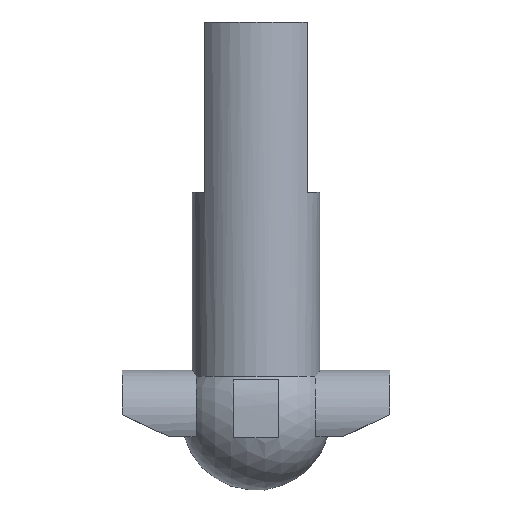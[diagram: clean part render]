
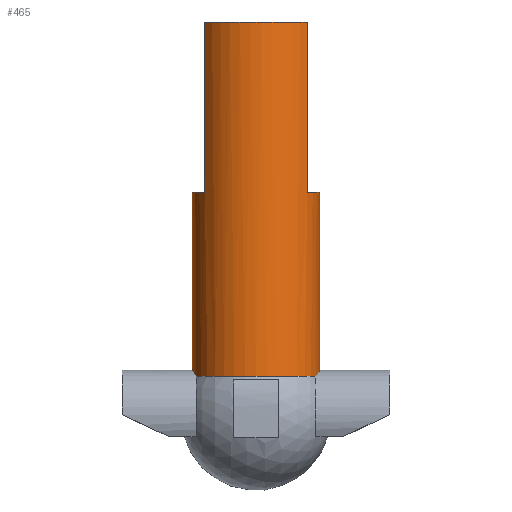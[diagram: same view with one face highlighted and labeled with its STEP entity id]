
A CAD part, front view. The second image highlights one B-rep face of the part: STEP entity #465.
In plain terms, the highlighted cylindrical face has radius 1.875 mm (diameter 3.75 mm), a full revolution.
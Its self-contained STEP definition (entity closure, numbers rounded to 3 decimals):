
#20=B_SPLINE_CURVE_WITH_KNOTS('',3,(#751,#752,#753,#754,#755,#756,#757,
#758,#759,#760,#761,#762,#763,#764),.UNSPECIFIED.,.F.,.F.,(4,2,2,2,2,2,
4),(-2.769,-2.614,-2.354,-2.094,
-1.834,-1.575,-1.42),.UNSPECIFIED.);
#21=B_SPLINE_CURVE_WITH_KNOTS('',3,(#777,#778,#779,#780,#781,#782,#783,
#784),.UNSPECIFIED.,.F.,.F.,(4,2,2,4),(2.094,2.354,
2.614,2.769),.UNSPECIFIED.);
#22=B_SPLINE_CURVE_WITH_KNOTS('',3,(#785,#786,#787,#788,#789,#790,#791,
#792),.UNSPECIFIED.,.F.,.F.,(4,2,2,4),(1.42,1.575,
1.834,2.094),.UNSPECIFIED.);
#25=CYLINDRICAL_SURFACE('',#510,1.875);
#37=LINE('',#801,#70);
#38=LINE('',#805,#71);
#39=LINE('',#809,#72);
#40=LINE('',#813,#73);
#41=LINE('',#817,#74);
#42=LINE('',#821,#75);
#43=LINE('',#825,#76);
#44=LINE('',#829,#77);
#45=LINE('',#833,#78);
#70=VECTOR('',#607,1.875);
#71=VECTOR('',#610,1.);
#72=VECTOR('',#613,1.);
#73=VECTOR('',#616,1.);
#74=VECTOR('',#619,1.);
#75=VECTOR('',#622,1.);
#76=VECTOR('',#625,1.);
#77=VECTOR('',#628,1.);
#78=VECTOR('',#631,1.);
#135=FACE_OUTER_BOUND('',#162,.T.);
#162=EDGE_LOOP('',(#381,#382,#383,#384,#385,#386,#387,#388,#389,#390,#391,
#392,#393,#394,#395,#396,#397,#398,#399,#400,#401,#402,#403,#404));
#175=CIRCLE('',#481,1.875);
#179=CIRCLE('',#485,1.875);
#188=CIRCLE('',#511,1.875);
#189=CIRCLE('',#512,1.875);
#190=CIRCLE('',#513,1.875);
#191=CIRCLE('',#514,1.875);
#192=CIRCLE('',#515,1.875);
#193=CIRCLE('',#516,1.875);
#194=CIRCLE('',#517,1.875);
#195=CIRCLE('',#518,1.875);
#196=CIRCLE('',#519,1.875);
#197=VERTEX_POINT('',#672);
#199=VERTEX_POINT('',#675);
#202=VERTEX_POINT('',#681);
#203=VERTEX_POINT('',#683);
#221=VERTEX_POINT('',#776);
#222=VERTEX_POINT('',#800);
#223=VERTEX_POINT('',#802);
#224=VERTEX_POINT('',#804);
#225=VERTEX_POINT('',#806);
#226=VERTEX_POINT('',#808);
#227=VERTEX_POINT('',#810);
#228=VERTEX_POINT('',#812);
#229=VERTEX_POINT('',#814);
#230=VERTEX_POINT('',#816);
#231=VERTEX_POINT('',#818);
#232=VERTEX_POINT('',#820);
#233=VERTEX_POINT('',#822);
#234=VERTEX_POINT('',#824);
#235=VERTEX_POINT('',#826);
#236=VERTEX_POINT('',#828);
#237=VERTEX_POINT('',#830);
#238=VERTEX_POINT('',#832);
#244=EDGE_CURVE('',#199,#197,#175,.T.);
#248=EDGE_CURVE('',#203,#202,#179,.T.);
#269=EDGE_CURVE('',#197,#203,#20,.T.);
#276=EDGE_CURVE('',#221,#199,#21,.T.);
#277=EDGE_CURVE('',#202,#221,#22,.T.);
#280=EDGE_CURVE('',#221,#222,#37,.T.);
#281=EDGE_CURVE('',#223,#222,#188,.T.);
#282=EDGE_CURVE('',#224,#223,#38,.T.);
#283=EDGE_CURVE('',#225,#224,#189,.T.);
#284=EDGE_CURVE('',#226,#225,#39,.T.);
#285=EDGE_CURVE('',#227,#226,#190,.T.);
#286=EDGE_CURVE('',#228,#227,#40,.T.);
#287=EDGE_CURVE('',#229,#228,#191,.T.);
#288=EDGE_CURVE('',#230,#229,#41,.T.);
#289=EDGE_CURVE('',#231,#230,#192,.T.);
#290=EDGE_CURVE('',#232,#231,#42,.T.);
#291=EDGE_CURVE('',#233,#232,#193,.T.);
#292=EDGE_CURVE('',#234,#233,#43,.T.);
#293=EDGE_CURVE('',#235,#234,#194,.T.);
#294=EDGE_CURVE('',#236,#235,#44,.T.);
#295=EDGE_CURVE('',#237,#236,#195,.T.);
#296=EDGE_CURVE('',#238,#237,#45,.T.);
#297=EDGE_CURVE('',#222,#238,#196,.T.);
#381=ORIENTED_EDGE('',*,*,#248,.T.);
#382=ORIENTED_EDGE('',*,*,#277,.T.);
#383=ORIENTED_EDGE('',*,*,#280,.T.);
#384=ORIENTED_EDGE('',*,*,#281,.F.);
#385=ORIENTED_EDGE('',*,*,#282,.F.);
#386=ORIENTED_EDGE('',*,*,#283,.F.);
#387=ORIENTED_EDGE('',*,*,#284,.F.);
#388=ORIENTED_EDGE('',*,*,#285,.F.);
#389=ORIENTED_EDGE('',*,*,#286,.F.);
#390=ORIENTED_EDGE('',*,*,#287,.F.);
#391=ORIENTED_EDGE('',*,*,#288,.F.);
#392=ORIENTED_EDGE('',*,*,#289,.F.);
#393=ORIENTED_EDGE('',*,*,#290,.F.);
#394=ORIENTED_EDGE('',*,*,#291,.F.);
#395=ORIENTED_EDGE('',*,*,#292,.F.);
#396=ORIENTED_EDGE('',*,*,#293,.F.);
#397=ORIENTED_EDGE('',*,*,#294,.F.);
#398=ORIENTED_EDGE('',*,*,#295,.F.);
#399=ORIENTED_EDGE('',*,*,#296,.F.);
#400=ORIENTED_EDGE('',*,*,#297,.F.);
#401=ORIENTED_EDGE('',*,*,#280,.F.);
#402=ORIENTED_EDGE('',*,*,#276,.T.);
#403=ORIENTED_EDGE('',*,*,#244,.T.);
#404=ORIENTED_EDGE('',*,*,#269,.T.);
#465=ADVANCED_FACE('',(#135),#25,.T.);
#481=AXIS2_PLACEMENT_3D('',#676,#537,#538);
#485=AXIS2_PLACEMENT_3D('',#684,#545,#546);
#510=AXIS2_PLACEMENT_3D('',#799,#605,#606);
#511=AXIS2_PLACEMENT_3D('',#803,#608,#609);
#512=AXIS2_PLACEMENT_3D('',#807,#611,#612);
#513=AXIS2_PLACEMENT_3D('',#811,#614,#615);
#514=AXIS2_PLACEMENT_3D('',#815,#617,#618);
#515=AXIS2_PLACEMENT_3D('',#819,#620,#621);
#516=AXIS2_PLACEMENT_3D('',#823,#623,#624);
#517=AXIS2_PLACEMENT_3D('',#827,#626,#627);
#518=AXIS2_PLACEMENT_3D('',#831,#629,#630);
#519=AXIS2_PLACEMENT_3D('',#834,#632,#633);
#537=DIRECTION('center_axis',(0.,0.,1.));
#538=DIRECTION('ref_axis',(-1.,0.,0.));
#545=DIRECTION('center_axis',(0.,0.,1.));
#546=DIRECTION('ref_axis',(-1.,0.,0.));
#605=DIRECTION('center_axis',(0.,0.,-1.));
#606=DIRECTION('ref_axis',(-1.,0.,0.));
#607=DIRECTION('',(0.,0.,1.));
#608=DIRECTION('center_axis',(0.,0.,1.));
#609=DIRECTION('ref_axis',(-1.,0.,0.));
#610=DIRECTION('',(0.,0.,-1.));
#611=DIRECTION('center_axis',(0.,0.,1.));
#612=DIRECTION('ref_axis',(-1.,0.,0.));
#613=DIRECTION('',(0.,0.,1.));
#614=DIRECTION('center_axis',(0.,0.,1.));
#615=DIRECTION('ref_axis',(-1.,0.,0.));
#616=DIRECTION('',(0.,0.,-1.));
#617=DIRECTION('center_axis',(0.,0.,1.));
#618=DIRECTION('ref_axis',(-1.,0.,0.));
#619=DIRECTION('',(0.,0.,1.));
#620=DIRECTION('center_axis',(0.,0.,1.));
#621=DIRECTION('ref_axis',(-1.,0.,0.));
#622=DIRECTION('',(0.,0.,-1.));
#623=DIRECTION('center_axis',(0.,0.,1.));
#624=DIRECTION('ref_axis',(-1.,0.,0.));
#625=DIRECTION('',(0.,0.,1.));
#626=DIRECTION('center_axis',(0.,0.,1.));
#627=DIRECTION('ref_axis',(-1.,0.,0.));
#628=DIRECTION('',(0.,0.,-1.));
#629=DIRECTION('center_axis',(0.,0.,1.));
#630=DIRECTION('ref_axis',(-1.,0.,0.));
#631=DIRECTION('',(0.,0.,1.));
#632=DIRECTION('center_axis',(0.,0.,1.));
#633=DIRECTION('ref_axis',(-1.,0.,0.));
#672=CARTESIAN_POINT('',(3158.442,1356.052,7.27));
#675=CARTESIAN_POINT('',(3161.955,1356.052,7.27));
#676=CARTESIAN_POINT('Origin',(3160.198,1355.395,7.27));
#681=CARTESIAN_POINT('',(3161.955,1354.738,7.27));
#683=CARTESIAN_POINT('',(3158.442,1354.738,7.27));
#684=CARTESIAN_POINT('Origin',(3160.198,1355.395,7.27));
#751=CARTESIAN_POINT('Ctrl Pts',(3158.442,1356.052,7.27));
#752=CARTESIAN_POINT('Ctrl Pts',(3158.425,1356.007,7.296));
#753=CARTESIAN_POINT('Ctrl Pts',(3158.41,1355.96,7.319));
#754=CARTESIAN_POINT('Ctrl Pts',(3158.373,1355.83,7.374));
#755=CARTESIAN_POINT('Ctrl Pts',(3158.354,1355.744,7.401));
#756=CARTESIAN_POINT('Ctrl Pts',(3158.329,1355.57,7.436));
#757=CARTESIAN_POINT('Ctrl Pts',(3158.323,1355.482,7.444));
#758=CARTESIAN_POINT('Ctrl Pts',(3158.323,1355.308,7.444));
#759=CARTESIAN_POINT('Ctrl Pts',(3158.329,1355.22,7.436));
#760=CARTESIAN_POINT('Ctrl Pts',(3158.354,1355.046,7.401));
#761=CARTESIAN_POINT('Ctrl Pts',(3158.373,1354.96,7.374));
#762=CARTESIAN_POINT('Ctrl Pts',(3158.41,1354.83,7.319));
#763=CARTESIAN_POINT('Ctrl Pts',(3158.425,1354.783,7.296));
#764=CARTESIAN_POINT('Ctrl Pts',(3158.442,1354.738,7.27));
#776=CARTESIAN_POINT('',(3162.073,1355.395,7.444));
#777=CARTESIAN_POINT('Ctrl Pts',(3162.073,1355.395,7.444));
#778=CARTESIAN_POINT('Ctrl Pts',(3162.073,1355.482,7.444));
#779=CARTESIAN_POINT('Ctrl Pts',(3162.067,1355.57,7.436));
#780=CARTESIAN_POINT('Ctrl Pts',(3162.043,1355.744,7.401));
#781=CARTESIAN_POINT('Ctrl Pts',(3162.024,1355.83,7.374));
#782=CARTESIAN_POINT('Ctrl Pts',(3161.987,1355.96,7.319));
#783=CARTESIAN_POINT('Ctrl Pts',(3161.971,1356.007,7.296));
#784=CARTESIAN_POINT('Ctrl Pts',(3161.955,1356.052,7.27));
#785=CARTESIAN_POINT('Ctrl Pts',(3161.955,1354.738,7.27));
#786=CARTESIAN_POINT('Ctrl Pts',(3161.971,1354.783,7.296));
#787=CARTESIAN_POINT('Ctrl Pts',(3161.987,1354.83,7.319));
#788=CARTESIAN_POINT('Ctrl Pts',(3162.024,1354.96,7.374));
#789=CARTESIAN_POINT('Ctrl Pts',(3162.043,1355.046,7.401));
#790=CARTESIAN_POINT('Ctrl Pts',(3162.067,1355.22,7.436));
#791=CARTESIAN_POINT('Ctrl Pts',(3162.073,1355.308,7.444));
#792=CARTESIAN_POINT('Ctrl Pts',(3162.073,1355.395,7.444));
#799=CARTESIAN_POINT('Origin',(3160.198,1355.395,17.669));
#800=CARTESIAN_POINT('',(3162.073,1355.395,12.669));
#801=CARTESIAN_POINT('',(3162.073,1355.395,17.669));
#802=CARTESIAN_POINT('',(3161.698,1354.27,12.669));
#803=CARTESIAN_POINT('Origin',(3160.198,1355.395,12.669));
#804=CARTESIAN_POINT('',(3161.698,1354.27,17.669));
#805=CARTESIAN_POINT('',(3161.698,1354.27,17.669));
#806=CARTESIAN_POINT('',(3158.698,1354.27,17.669));
#807=CARTESIAN_POINT('Origin',(3160.198,1355.395,17.669));
#808=CARTESIAN_POINT('',(3158.698,1354.27,12.669));
#809=CARTESIAN_POINT('',(3158.698,1354.27,17.669));
#810=CARTESIAN_POINT('',(3158.698,1356.52,12.669));
#811=CARTESIAN_POINT('Origin',(3160.198,1355.395,12.669));
#812=CARTESIAN_POINT('',(3158.698,1356.52,17.669));
#813=CARTESIAN_POINT('',(3158.698,1356.52,17.669));
#814=CARTESIAN_POINT('',(3158.924,1356.77,17.669));
#815=CARTESIAN_POINT('Origin',(3160.198,1355.395,17.669));
#816=CARTESIAN_POINT('',(3158.924,1356.77,12.669));
#817=CARTESIAN_POINT('',(3158.924,1356.77,17.669));
#818=CARTESIAN_POINT('',(3159.698,1357.202,12.669));
#819=CARTESIAN_POINT('Origin',(3160.198,1355.395,12.669));
#820=CARTESIAN_POINT('',(3159.698,1357.202,17.669));
#821=CARTESIAN_POINT('',(3159.698,1357.202,17.669));
#822=CARTESIAN_POINT('',(3160.698,1357.202,17.669));
#823=CARTESIAN_POINT('Origin',(3160.198,1355.395,17.669));
#824=CARTESIAN_POINT('',(3160.698,1357.202,12.669));
#825=CARTESIAN_POINT('',(3160.698,1357.202,17.669));
#826=CARTESIAN_POINT('',(3161.473,1356.77,12.669));
#827=CARTESIAN_POINT('Origin',(3160.198,1355.395,12.669));
#828=CARTESIAN_POINT('',(3161.473,1356.77,17.669));
#829=CARTESIAN_POINT('',(3161.473,1356.77,17.669));
#830=CARTESIAN_POINT('',(3161.698,1356.52,17.669));
#831=CARTESIAN_POINT('Origin',(3160.198,1355.395,17.669));
#832=CARTESIAN_POINT('',(3161.698,1356.52,12.669));
#833=CARTESIAN_POINT('',(3161.698,1356.52,17.669));
#834=CARTESIAN_POINT('Origin',(3160.198,1355.395,12.669));
